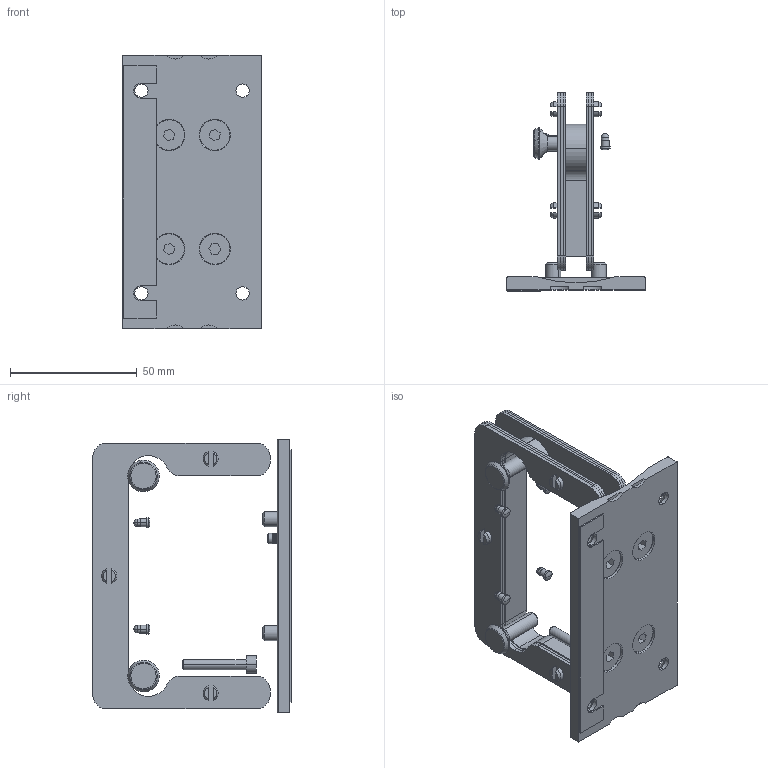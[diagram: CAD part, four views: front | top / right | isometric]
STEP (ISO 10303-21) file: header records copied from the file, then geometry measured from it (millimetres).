
FILE_DESCRIPTION(('STEP AP203'),'1');
FILE_NAME('8010.step','2023-07-12T10:01:47',(' '),(' '),'Spatial InterOp 3D',' ',' ');
FILE_SCHEMA(('CONFIG_CONTROL_DESIGN'));
Length unit declared in the file: millimetre
Products named in the file (23): 1; 2; 3; 4; 5; 6; 7; 8; 9; 10; 11; 12; 13; 14; 15; 16; 17; 18; 19; 20; 21; 22; 23
Bounding box: 55 x 78.3 x 108 mm (x, y, z)
Volume: 57482.8 mm3; surface area: 65034 mm2
Topology: 23 solids, 23 shells, 586 faces, 1380 edges, 867 vertices
Faces by surface type: plane 230, cylinder 222, cone 112, torus 12, sphere 10
Entity records: 17864 total; most frequent: DIRECTION 3098, CARTESIAN_POINT 3038, ORIENTED_EDGE 2732, EDGE_CURVE 1366, AXIS2_PLACEMENT_3D 1175, VERTEX_POINT 867, LINE 748, VECTOR 748
